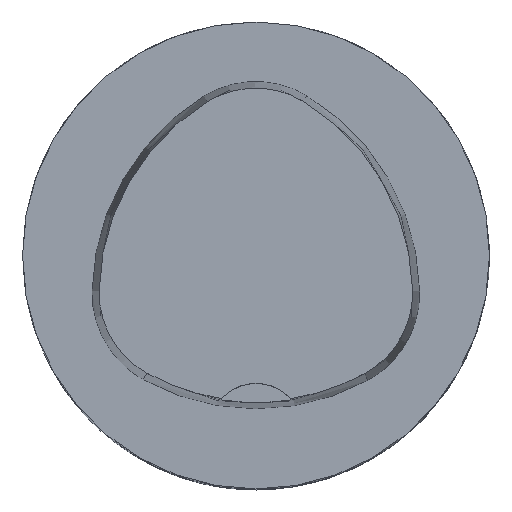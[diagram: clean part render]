
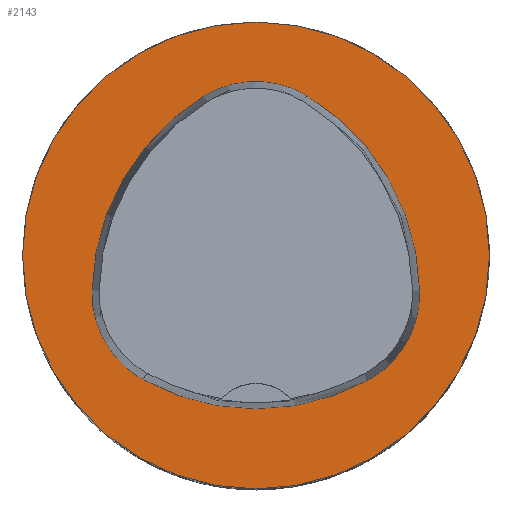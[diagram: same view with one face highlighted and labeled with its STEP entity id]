
A CAD part, top view. The second image highlights one B-rep face of the part: STEP entity #2143.
In plain terms, the highlighted planar face has unit normal (0, 0, 1).
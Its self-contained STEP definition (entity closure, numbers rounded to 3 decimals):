
#317=PLANE('',#6799);
#455=FACE_BOUND('',#2824,.T.);
#456=FACE_BOUND('',#2825,.T.);
#2143=ADVANCED_FACE('',(#455,#456),#317,.T.);
#2824=EDGE_LOOP('',(#4479,#4480,#4481,#4482,#4483,#4484));
#2825=EDGE_LOOP('',(#4485));
#4479=ORIENTED_EDGE('',*,*,#6122,.T.);
#4480=ORIENTED_EDGE('',*,*,#6102,.T.);
#4481=ORIENTED_EDGE('',*,*,#6106,.T.);
#4482=ORIENTED_EDGE('',*,*,#6109,.T.);
#4483=ORIENTED_EDGE('',*,*,#6112,.T.);
#4484=ORIENTED_EDGE('',*,*,#6120,.T.);
#4485=ORIENTED_EDGE('',*,*,#5366,.F.);
#4760=VERTEX_POINT('',#8930);
#5252=VERTEX_POINT('',#10720);
#5253=VERTEX_POINT('',#10721);
#5256=VERTEX_POINT('',#10729);
#5258=VERTEX_POINT('',#10735);
#5260=VERTEX_POINT('',#10741);
#5267=VERTEX_POINT('',#10762);
#5366=EDGE_CURVE('',#4760,#4760,#6224,.T.);
#6102=EDGE_CURVE('',#5252,#5253,#6313,.T.);
#6106=EDGE_CURVE('',#5253,#5256,#6315,.T.);
#6109=EDGE_CURVE('',#5256,#5258,#6317,.T.);
#6112=EDGE_CURVE('',#5258,#5260,#6319,.T.);
#6120=EDGE_CURVE('',#5260,#5267,#6323,.T.);
#6122=EDGE_CURVE('',#5267,#5252,#6325,.T.);
#6224=CIRCLE('',#6424,20.);
#6313=CIRCLE('',#6777,20.);
#6315=CIRCLE('',#6780,8.5);
#6317=CIRCLE('',#6783,20.);
#6319=CIRCLE('',#6786,8.5);
#6323=CIRCLE('',#6791,20.);
#6325=CIRCLE('',#6794,8.5);
#6424=AXIS2_PLACEMENT_3D('',#8929,#6982,#6983);
#6777=AXIS2_PLACEMENT_3D('',#10719,#8266,#8267);
#6780=AXIS2_PLACEMENT_3D('',#10728,#8274,#8275);
#6783=AXIS2_PLACEMENT_3D('',#10734,#8281,#8282);
#6786=AXIS2_PLACEMENT_3D('',#10740,#8288,#8289);
#6791=AXIS2_PLACEMENT_3D('',#10763,#8300,#8301);
#6794=AXIS2_PLACEMENT_3D('',#10766,#8306,#8307);
#6799=AXIS2_PLACEMENT_3D('',#10771,#8316,#8317);
#6982=DIRECTION('',(0.,0.,-1.));
#6983=DIRECTION('',(-1.,0.,0.));
#8266=DIRECTION('',(0.,0.,-1.));
#8267=DIRECTION('',(-1.,0.,0.));
#8274=DIRECTION('',(0.,0.,-1.));
#8275=DIRECTION('',(-1.,0.,0.));
#8281=DIRECTION('',(0.,0.,-1.));
#8282=DIRECTION('',(-1.,0.,0.));
#8288=DIRECTION('',(0.,0.,-1.));
#8289=DIRECTION('',(-1.,0.,0.));
#8300=DIRECTION('',(0.,0.,-1.));
#8301=DIRECTION('',(-1.,0.,0.));
#8306=DIRECTION('',(0.,0.,-1.));
#8307=DIRECTION('',(-1.,0.,0.));
#8316=DIRECTION('',(0.,0.,1.));
#8317=DIRECTION('',(1.,0.,0.));
#8929=CARTESIAN_POINT('',(0.,0.,0.));
#8930=CARTESIAN_POINT('',(-20.,0.,0.));
#10719=CARTESIAN_POINT('',(5.955,-3.414,0.));
#10720=CARTESIAN_POINT('',(-14.041,-3.042,0.));
#10721=CARTESIAN_POINT('',(-4.472,13.653,0.));
#10728=CARTESIAN_POINT('',(-0.04,6.4,0.));
#10729=CARTESIAN_POINT('',(4.347,13.68,0.));
#10734=CARTESIAN_POINT('',(-5.976,-3.45,0.));
#10735=CARTESIAN_POINT('',(14.021,-3.075,0.));
#10740=CARTESIAN_POINT('',(5.522,-3.235,0.));
#10741=CARTESIAN_POINT('',(9.588,-10.699,0.));
#10762=CARTESIAN_POINT('',(-9.655,-10.639,0.));
#10763=CARTESIAN_POINT('',(0.022,6.864,0.));
#10766=CARTESIAN_POINT('',(-5.543,-3.2,0.));
#10771=CARTESIAN_POINT('',(0.,0.,0.));
